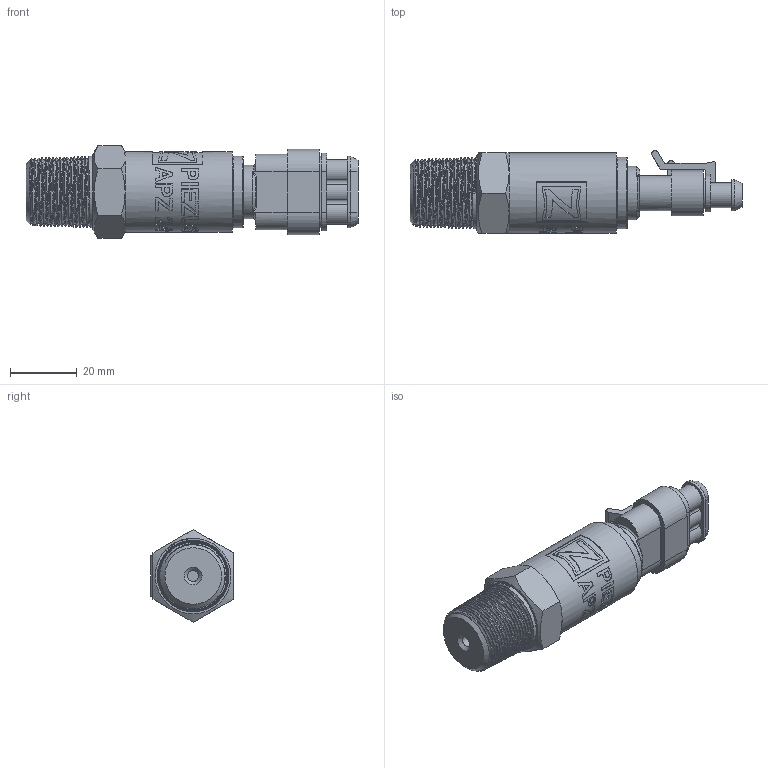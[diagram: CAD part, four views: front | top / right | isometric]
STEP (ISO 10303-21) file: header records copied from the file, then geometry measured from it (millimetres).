
FILE_DESCRIPTION(/* description */ (''),/* implementation_level */ '2;1');
FILE_NAME(/* name */ 'APZ2410_NPT1''2_AMP.step',/* time_stamp */ '2021-06-11T14:28:34+03:00',/* author */ (''),/* organization */ (''),/* preprocessor_version */ 'ST-DEVELOPER v18.1',/* originating_system */ 'Autodesk Translation Framework v10.9.0.1377',/* authorisation */ '');
FILE_SCHEMA (('AUTOMOTIVE_DESIGN { 1 0 10303 214 3 1 1 }'));
Products named in the file (4): APZ2410_NPT1'2_AMP; NPT 1/2; Superseal male v3; Superseal female v3
Assembly tree (3 placements, depth 2):
  APZ2410_NPT1'2_AMP
    NPT 1/2
    Superseal male v3
    Superseal female v3
Bounding box: 99.18 x 24.7 x 27.71 mm (x, y, z)
Volume: 33582.6 mm3; surface area: 17708.8 mm2
Topology: 12 solids, 12 shells, 1344 faces, 3596 edges, 2344 vertices
Faces by surface type: plane 696, bspline 280, cylinder 247, torus 77, cone 44
Full cylindrical faces by diameter (mm): 1 x3, 3.3 x1, 3.4 x6, 3.9 x3, 4.4 x6, 5.5 x3, 5.9 x3, 16 x1, 18.25 x2, 19.15 x1, 20.85 x2, 21.35 x1, 24 x1
Entity records: 55521 total; most frequent: CARTESIAN_POINT 23008, ORIENTED_EDGE 7192, DIRECTION 5975, EDGE_CURVE 3596, VERTEX_POINT 2344, LINE 2221, VECTOR 2221, AXIS2_PLACEMENT_3D 1877
